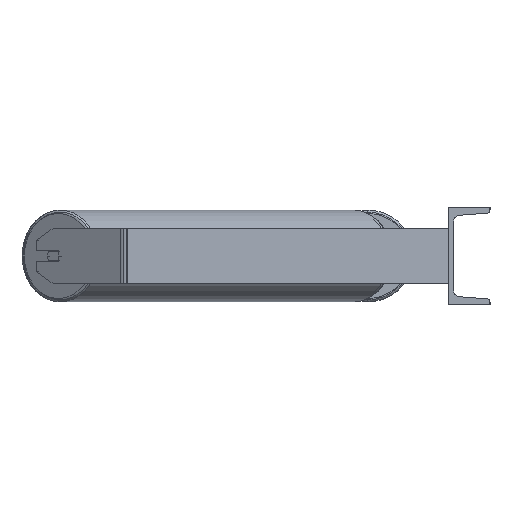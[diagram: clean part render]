
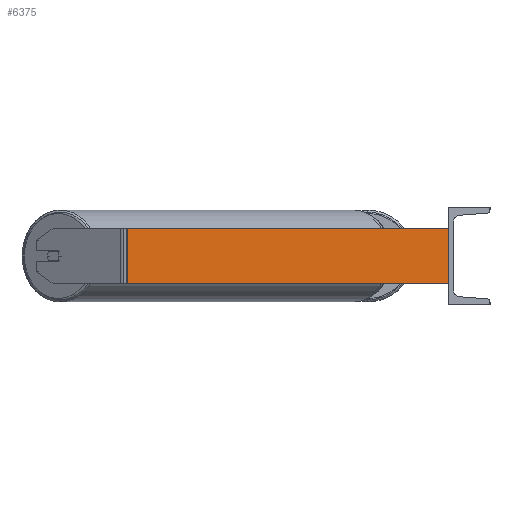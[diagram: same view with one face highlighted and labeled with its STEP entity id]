
A CAD part, left-side view. The second image highlights one B-rep face of the part: STEP entity #6375.
In plain terms, the highlighted planar face has unit normal (-0.996, -0.087, 0).
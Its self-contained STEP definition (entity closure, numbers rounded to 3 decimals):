
#57 = PLANE ( 'NONE',  #5624 ) ;
#126 = EDGE_CURVE ( 'NONE', #3880, #4220, #3119, .T. ) ;
#165 = DIRECTION ( 'NONE',  ( 0., 0., -1. ) ) ;
#706 = VECTOR ( 'NONE', #2397, 1000. ) ;
#998 = VECTOR ( 'NONE', #165, 1000. ) ;
#1408 = CARTESIAN_POINT ( 'NONE',  ( -1085., 0., -40. ) ) ;
#1421 = VECTOR ( 'NONE', #3873, 1000. ) ;
#1576 = VERTEX_POINT ( 'NONE', #8445 ) ;
#1670 = CARTESIAN_POINT ( 'NONE',  ( -1126.117, 469.975, 40. ) ) ;
#1773 = DIRECTION ( 'NONE',  ( 0., 0., -1. ) ) ;
#1996 = LINE ( 'NONE', #4537, #6463 ) ;
#2359 = LINE ( 'NONE', #1670, #706 ) ;
#2397 = DIRECTION ( 'NONE',  ( 0.087, -0.996, 0. ) ) ;
#3087 = ORIENTED_EDGE ( 'NONE', *, *, #126, .T. ) ;
#3119 = LINE ( 'NONE', #8069, #1421 ) ;
#3518 = EDGE_CURVE ( 'NONE', #1576, #4220, #1996, .T. ) ;
#3564 = EDGE_CURVE ( 'NONE', #6251, #1576, #2359, .T. ) ;
#3614 = DIRECTION ( 'NONE',  ( -0.087, 0.996, 0. ) ) ;
#3873 = DIRECTION ( 'NONE',  ( 0.087, -0.996, 0. ) ) ;
#3880 = VERTEX_POINT ( 'NONE', #3894 ) ;
#3894 = CARTESIAN_POINT ( 'NONE',  ( -1125.61, 464.174, -40. ) ) ;
#4220 = VERTEX_POINT ( 'NONE', #1408 ) ;
#4277 = ORIENTED_EDGE ( 'NONE', *, *, #5968, .T. ) ;
#4537 = CARTESIAN_POINT ( 'NONE',  ( -1085., 0., 40. ) ) ;
#5353 = EDGE_LOOP ( 'NONE', ( #3087, #5439, #5698, #4277 ) ) ;
#5439 = ORIENTED_EDGE ( 'NONE', *, *, #3518, .F. ) ;
#5624 = AXIS2_PLACEMENT_3D ( 'NONE', #7260, #7205, #3614 ) ;
#5698 = ORIENTED_EDGE ( 'NONE', *, *, #3564, .F. ) ;
#5968 = EDGE_CURVE ( 'NONE', #6251, #3880, #7877, .T. ) ;
#6251 = VERTEX_POINT ( 'NONE', #6293 ) ;
#6293 = CARTESIAN_POINT ( 'NONE',  ( -1125.61, 464.174, 40. ) ) ;
#6375 = ADVANCED_FACE ( 'NONE', ( #8520 ), #57, .F. ) ;
#6463 = VECTOR ( 'NONE', #1773, 1000. ) ;
#7205 = DIRECTION ( 'NONE',  ( 0.996, 0.087, 0. ) ) ;
#7260 = CARTESIAN_POINT ( 'NONE',  ( -1126.117, 469.975, 40. ) ) ;
#7877 = LINE ( 'NONE', #8021, #998 ) ;
#8021 = CARTESIAN_POINT ( 'NONE',  ( -1125.61, 464.174, 40. ) ) ;
#8069 = CARTESIAN_POINT ( 'NONE',  ( -1126.117, 469.975, -40. ) ) ;
#8445 = CARTESIAN_POINT ( 'NONE',  ( -1085., 0., 40. ) ) ;
#8520 = FACE_OUTER_BOUND ( 'NONE', #5353, .T. ) ;
